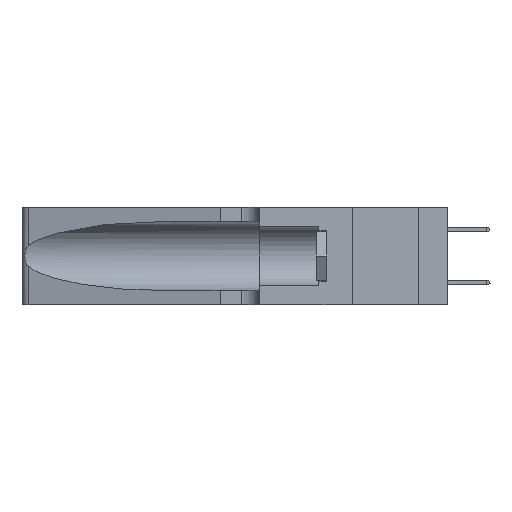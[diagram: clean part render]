
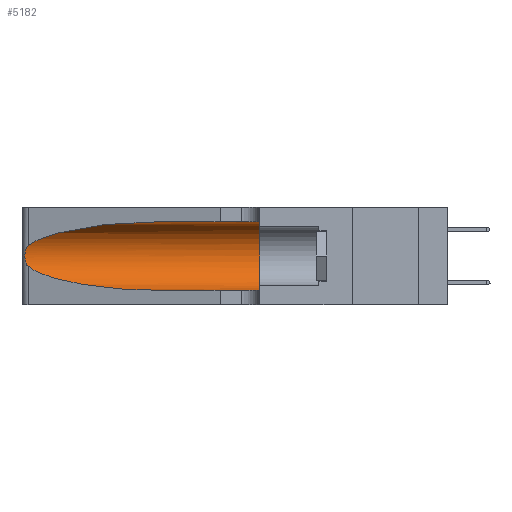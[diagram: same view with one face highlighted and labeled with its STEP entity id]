
A CAD part, left-side view. The second image highlights one B-rep face of the part: STEP entity #5182.
In plain terms, the highlighted cylindrical face has radius 3.308 mm (diameter 6.617 mm), a partial arc.
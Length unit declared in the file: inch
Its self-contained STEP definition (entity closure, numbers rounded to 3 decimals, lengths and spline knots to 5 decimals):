
#512 = CARTESIAN_POINT ( 'NONE',  ( 0.18966, 0.96281, 0.31525 ) ) ;
#563 = LINE ( 'NONE', #16204, #20341 ) ;
#570 = CYLINDRICAL_SURFACE ( 'NONE', #22779, 0.13025 ) ;
#1113 = CARTESIAN_POINT ( 'NONE',  ( 0.26075, 1.23896, 0.19203 ) ) ;
#1255 = CARTESIAN_POINT ( 'NONE',  ( 0.1305, 1.61858, 0.185 ) ) ;
#2386 = ORIENTED_EDGE ( 'NONE', *, *, #23667, .T. ) ;
#2799 = CARTESIAN_POINT ( 'NONE',  ( 0.25787, 1.23484, 0.2124 ) ) ;
#3046 = CARTESIAN_POINT ( 'NONE',  ( 0.25487, 1.22718, 0.22369 ) ) ;
#3052 = CARTESIAN_POINT ( 'NONE',  ( 0.25555, 1.22993, 0.14849 ) ) ;
#3269 = CARTESIAN_POINT ( 'NONE',  ( 0.1305, 0.72297, 0.31525 ) ) ;
#3448 = CARTESIAN_POINT ( 'NONE',  ( 0.18966, 0.96281, 0.05475 ) ) ;
#3526 = DIRECTION ( 'NONE',  ( 0., 0., -1. ) ) ;
#3527 = DIRECTION ( 'NONE',  ( 0., -1., 0. ) ) ;
#4664 = AXIS2_PLACEMENT_3D ( 'NONE', #9538, #17387, #20409 ) ;
#5141 = CARTESIAN_POINT ( 'NONE',  ( 0.1305, 0.72297, 0.05475 ) ) ;
#5182 = ADVANCED_FACE ( 'NONE', ( #30831 ), #570, .F. ) ;
#5818 = DIRECTION ( 'NONE',  ( 0., -1., 0. ) ) ;
#6137 = CARTESIAN_POINT ( 'NONE',  ( 0.1305, 0.35, 0.05475 ) ) ;
#7218 = CARTESIAN_POINT ( 'NONE',  ( 0.25639, 1.23184, 0.21858 ) ) ;
#7806 = CARTESIAN_POINT ( 'NONE',  ( 0.26017, 1.23833, 0.17102 ) ) ;
#8126 = B_SPLINE_CURVE_WITH_KNOTS ( 'NONE', 3,
 ( #21452, #32776, #7218, #2799, #13756, #8264, #1113, #28235, #7806, #10582, #25869, #13141, #3052, #21024 ),
 .UNSPECIFIED., .F., .F.,
 ( 4, 2, 2, 2, 2, 2, 4 ),
 ( 0., 0.00027, 0.00053, 0.00107, 0.0016, 0.00187, 0.00214 ),
 .UNSPECIFIED. ) ;
#8264 = CARTESIAN_POINT ( 'NONE',  ( 0.26018, 1.23835, 0.19895 ) ) ;
#8589 = ORIENTED_EDGE ( 'NONE', *, *, #10088, .T. ) ;
#9538 = CARTESIAN_POINT ( 'NONE',  ( 0.1305, 0.35, 0.185 ) ) ;
#10088 = EDGE_CURVE ( 'NONE', #15110, #30512, #8126, .T. ) ;
#10582 = CARTESIAN_POINT ( 'NONE',  ( 0.25856, 1.23593, 0.16098 ) ) ;
#11167 = CARTESIAN_POINT ( 'NONE',  ( 0.1305, 0.72297, 0.05475 ) ) ;
#12509 = EDGE_CURVE ( 'NONE', #15258, #23964, #12989, .T. ) ;
#12989 = CIRCLE ( 'NONE', #4664, 0.13025 ) ;
#13141 = CARTESIAN_POINT ( 'NONE',  ( 0.25639, 1.23186, 0.15144 ) ) ;
#13643 = CARTESIAN_POINT ( 'NONE',  ( 0.25487, 1.22718, 0.14631 ) ) ;
#13756 = CARTESIAN_POINT ( 'NONE',  ( 0.25854, 1.2359, 0.20912 ) ) ;
#13932 = CARTESIAN_POINT ( 'NONE',  ( 0.25487, 1.22718, 0.22369 ) ) ;
#14071 = CARTESIAN_POINT ( 'NONE',  ( 0.1305, 0.35, 0.31525 ) ) ;
#15110 = VERTEX_POINT ( 'NONE', #13932 ) ;
#15258 = VERTEX_POINT ( 'NONE', #14071 ) ;
#16017 = CARTESIAN_POINT ( 'NONE',  ( 0.1305, 1.61858, 0.31525 ) ) ;
#16099 =( BOUNDED_CURVE ( )  B_SPLINE_CURVE ( 3, ( #3269, #512, #18513, #3046 ),
 .UNSPECIFIED., .F., .T. ) 
 B_SPLINE_CURVE_WITH_KNOTS ( ( 4, 4 ),
 ( 1.5708, 2.84003 ),
 .UNSPECIFIED. ) 
 CURVE ( )  GEOMETRIC_REPRESENTATION_ITEM ( )  RATIONAL_B_SPLINE_CURVE ( ( 1., 0.87, 0.87, 1. ) ) 
 REPRESENTATION_ITEM ( '' )  );
#16204 = CARTESIAN_POINT ( 'NONE',  ( 0.1305, 1.61858, 0.05475 ) ) ;
#16255 = ORIENTED_EDGE ( 'NONE', *, *, #12509, .F. ) ;
#16808 = EDGE_CURVE ( 'NONE', #31115, #15258, #33377, .T. ) ;
#17387 = DIRECTION ( 'NONE',  ( 0., 1., 0. ) ) ;
#17574 =( BOUNDED_CURVE ( )  B_SPLINE_CURVE ( 3, ( #13643, #31671, #3448, #11167 ),
 .UNSPECIFIED., .F., .T. ) 
 B_SPLINE_CURVE_WITH_KNOTS ( ( 4, 4 ),
 ( 3.44316, 4.71239 ),
 .UNSPECIFIED. ) 
 CURVE ( )  GEOMETRIC_REPRESENTATION_ITEM ( )  RATIONAL_B_SPLINE_CURVE ( ( 1., 0.87, 0.87, 1. ) ) 
 REPRESENTATION_ITEM ( '' )  );
#18513 = CARTESIAN_POINT ( 'NONE',  ( 0.2373, 1.15595, 0.28018 ) ) ;
#20293 = EDGE_CURVE ( 'NONE', #31115, #15110, #16099, .T. ) ;
#20341 = VECTOR ( 'NONE', #3527, 39.37008 ) ;
#20409 = DIRECTION ( 'NONE',  ( 0., 0., 1. ) ) ;
#21024 = CARTESIAN_POINT ( 'NONE',  ( 0.25487, 1.22718, 0.14631 ) ) ;
#21452 = CARTESIAN_POINT ( 'NONE',  ( 0.25487, 1.22718, 0.22369 ) ) ;
#21599 = DIRECTION ( 'NONE',  ( 0., -1., 0. ) ) ;
#21750 = ORIENTED_EDGE ( 'NONE', *, *, #20293, .T. ) ;
#22703 = EDGE_CURVE ( 'NONE', #30512, #24221, #17574, .T. ) ;
#22779 = AXIS2_PLACEMENT_3D ( 'NONE', #1255, #21599, #3526 ) ;
#23667 = EDGE_CURVE ( 'NONE', #24221, #23964, #563, .T. ) ;
#23964 = VERTEX_POINT ( 'NONE', #6137 ) ;
#24221 = VERTEX_POINT ( 'NONE', #5141 ) ;
#25869 = CARTESIAN_POINT ( 'NONE',  ( 0.25789, 1.23486, 0.15765 ) ) ;
#28181 = ORIENTED_EDGE ( 'NONE', *, *, #16808, .F. ) ;
#28235 = CARTESIAN_POINT ( 'NONE',  ( 0.26075, 1.23896, 0.178 ) ) ;
#28443 = EDGE_LOOP ( 'NONE', ( #21750, #8589, #32244, #2386, #16255, #28181 ) ) ;
#30307 = CARTESIAN_POINT ( 'NONE',  ( 0.1305, 0.72297, 0.31525 ) ) ;
#30335 = CARTESIAN_POINT ( 'NONE',  ( 0.25487, 1.22718, 0.14631 ) ) ;
#30512 = VERTEX_POINT ( 'NONE', #30335 ) ;
#30831 = FACE_OUTER_BOUND ( 'NONE', #28443, .T. ) ;
#31115 = VERTEX_POINT ( 'NONE', #30307 ) ;
#31671 = CARTESIAN_POINT ( 'NONE',  ( 0.2373, 1.15595, 0.08982 ) ) ;
#32244 = ORIENTED_EDGE ( 'NONE', *, *, #22703, .T. ) ;
#32532 = VECTOR ( 'NONE', #5818, 39.37008 ) ;
#32776 = CARTESIAN_POINT ( 'NONE',  ( 0.25555, 1.22994, 0.2215 ) ) ;
#33377 = LINE ( 'NONE', #16017, #32532 ) ;
